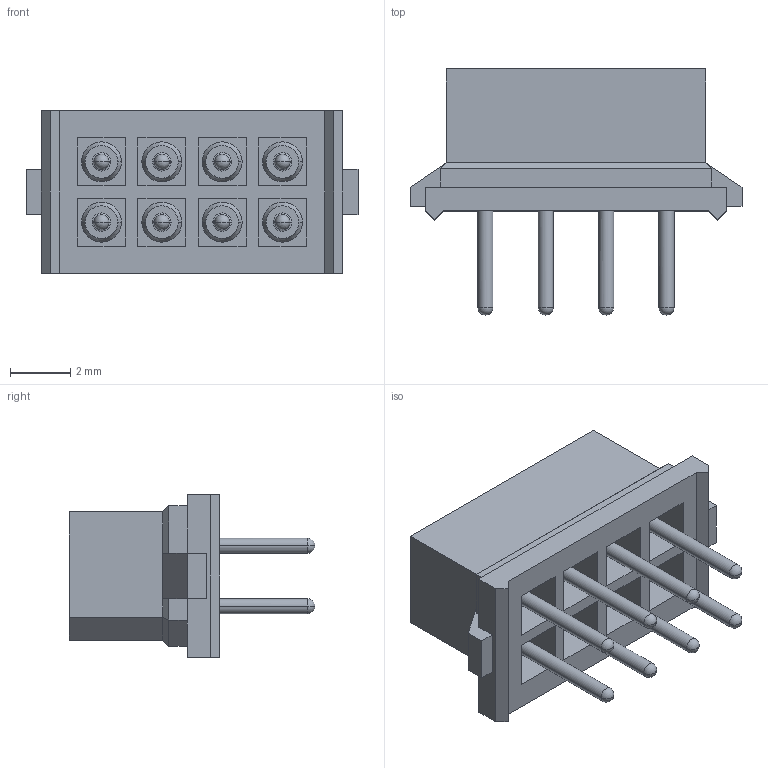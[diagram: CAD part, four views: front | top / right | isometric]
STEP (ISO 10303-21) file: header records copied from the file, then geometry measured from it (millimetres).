
FILE_DESCRIPTION(('STEP AP214'),'1');
FILE_NAME('26170.stp','2018-08-09T12:26:42',('TraceParts'),('TraceParts S.A.'),'Spatial InterOp 3D',' ',' ');
FILE_SCHEMA(('automotive_design'));
Length unit declared in the file: millimetre
Products named in the file (17): 26170_1; 26170_2; 26170_3; 26170_4; 26170_5; 26170_6; 26170_7; 26170_8; 26170_9; 26170_10; 26170_11; 26170_12; 26170_13; 26170_14; 26170_15; 26170_16; 26170_17
Bounding box: 11 x 8.15 x 5.4 mm (x, y, z)
Volume: 160.2 mm3; surface area: 730 mm2
Topology: 17 solids, 17 shells, 884 faces, 2094 edges, 1252 vertices
Faces by surface type: bspline 360, plane 252, cylinder 160, cone 64, torus 32, sphere 16
Entity records: 51984 total; most frequent: CARTESIAN_POINT 16535, ORIENTED_EDGE 4124, DIRECTION 2936, STYLED_ITEM 2915, PRESENTATION_STYLE_ASSIGNMENT 2915, COLOUR_RGB 2915, EDGE_CURVE 2062, CURVE_STYLE 2014
